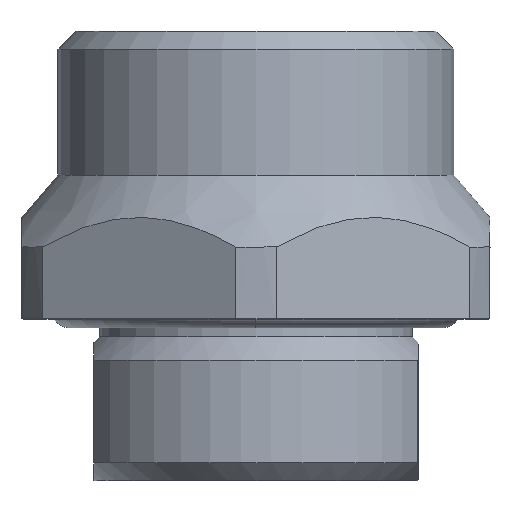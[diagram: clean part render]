
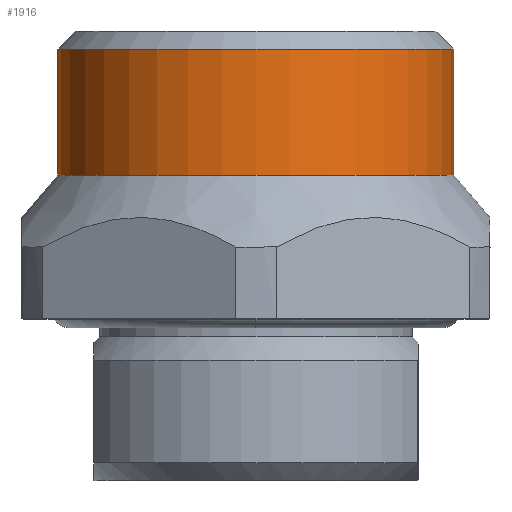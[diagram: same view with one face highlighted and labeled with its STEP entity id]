
A CAD part, left-side view. The second image highlights one B-rep face of the part: STEP entity #1916.
In plain terms, the highlighted cylindrical face has radius 5.5 mm (diameter 11 mm), a partial arc.
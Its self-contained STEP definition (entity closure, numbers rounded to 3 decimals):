
#1792=AXIS2_PLACEMENT_3D('Circle Axis2P3D',#1790,#1791,$) ;
#1889=AXIS2_PLACEMENT_3D('Cylinder Axis2P3D',#1886,#1887,#1888) ;
#1900=AXIS2_PLACEMENT_3D('Circle Axis2P3D',#1898,#1899,$) ;
#1787=CARTESIAN_POINT('Vertex',(7.2,1.,8.5)) ;
#1790=CARTESIAN_POINT('Axis2P3D Location',(7.2,6.5,8.5)) ;
#1794=CARTESIAN_POINT('Vertex',(7.2,12.,8.5)) ;
#1886=CARTESIAN_POINT('Axis2P3D Location',(7.2,6.5,11.25)) ;
#1891=CARTESIAN_POINT('Line Origine',(7.2,1.,11.25)) ;
#1895=CARTESIAN_POINT('Vertex',(7.2,1.,12.)) ;
#1898=CARTESIAN_POINT('Axis2P3D Location',(7.2,6.5,12.)) ;
#1902=CARTESIAN_POINT('Vertex',(7.2,12.,12.)) ;
#1905=CARTESIAN_POINT('Line Origine',(7.2,12.,11.25)) ;
#1791=DIRECTION('Axis2P3D Direction',(0.,0.,-1.)) ;
#1887=DIRECTION('Axis2P3D Direction',(0.,-0.,1.)) ;
#1888=DIRECTION('Axis2P3D XDirection',(0.,1.,0.)) ;
#1892=DIRECTION('Vector Direction',(0.,0.,1.)) ;
#1899=DIRECTION('Axis2P3D Direction',(0.,-0.,1.)) ;
#1906=DIRECTION('Vector Direction',(0.,0.,1.)) ;
#1893=VECTOR('Line Direction',#1892,1.) ;
#1907=VECTOR('Line Direction',#1906,1.) ;
#1911=ORIENTED_EDGE('',*,*,#1897,.T.) ;
#1912=ORIENTED_EDGE('',*,*,#1904,.F.) ;
#1913=ORIENTED_EDGE('',*,*,#1909,.T.) ;
#1914=ORIENTED_EDGE('',*,*,#1796,.T.) ;
#1916=ADVANCED_FACE('V2',(#1915),#1890,.T.) ;
#1793=CIRCLE('generated circle',#1792,5.5) ;
#1901=CIRCLE('generated circle',#1900,5.5) ;
#1890=CYLINDRICAL_SURFACE('generated cylinder',#1889,5.5) ;
#1796=EDGE_CURVE('',#1795,#1788,#1793,.F.) ;
#1897=EDGE_CURVE('',#1788,#1896,#1894,.T.) ;
#1904=EDGE_CURVE('',#1903,#1896,#1901,.T.) ;
#1909=EDGE_CURVE('',#1903,#1795,#1908,.F.) ;
#1910=EDGE_LOOP('',(#1911,#1912,#1913,#1914)) ;
#1915=FACE_OUTER_BOUND('',#1910,.T.) ;
#1894=LINE('Line',#1891,#1893) ;
#1908=LINE('Line',#1905,#1907) ;
#1788=VERTEX_POINT('',#1787) ;
#1795=VERTEX_POINT('',#1794) ;
#1896=VERTEX_POINT('',#1895) ;
#1903=VERTEX_POINT('',#1902) ;
